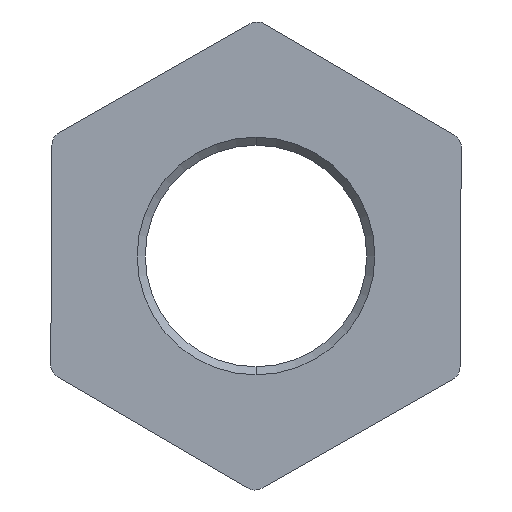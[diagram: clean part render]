
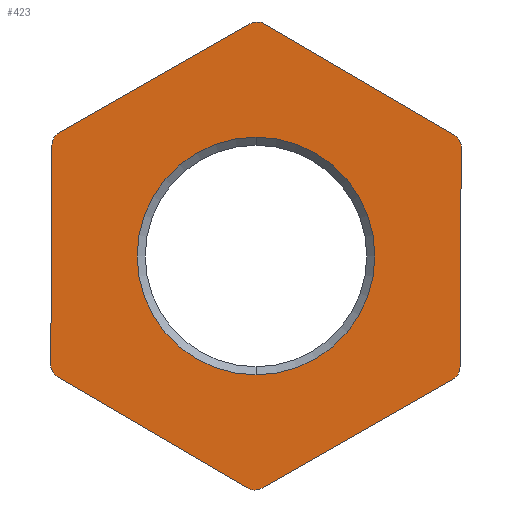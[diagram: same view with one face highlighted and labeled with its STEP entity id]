
A CAD part, front view. The second image highlights one B-rep face of the part: STEP entity #423.
In plain terms, the highlighted planar face has unit normal (0, -1, 0).
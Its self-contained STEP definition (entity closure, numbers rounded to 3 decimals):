
#10 = VECTOR ( 'NONE', #813, 1000. ) ;
#24 = CARTESIAN_POINT ( 'NONE',  ( -6.908, -4.75, 3.749 ) ) ;
#26 = DIRECTION ( 'NONE',  ( 0., -1., 0. ) ) ;
#28 = CARTESIAN_POINT ( 'NONE',  ( -0.041, -4.75, -7.923 ) ) ;
#34 = VERTEX_POINT ( 'NONE', #388 ) ;
#52 = CARTESIAN_POINT ( 'NONE',  ( -6.906, -4.75, 4.038 ) ) ;
#54 = DIRECTION ( 'NONE',  ( -0.005, 0., -1. ) ) ;
#57 = CIRCLE ( 'NONE', #200, 0.5 ) ;
#58 = CIRCLE ( 'NONE', #495, 0.5 ) ;
#63 = ORIENTED_EDGE ( 'NONE', *, *, #702, .T. ) ;
#65 = DIRECTION ( 'NONE',  ( 0., 1., 0. ) ) ;
#103 = CARTESIAN_POINT ( 'NONE',  ( -0.041, -4.75, -7.423 ) ) ;
#106 = CARTESIAN_POINT ( 'NONE',  ( -0.044, -4.75, -8. ) ) ;
#124 = LINE ( 'NONE', #889, #137 ) ;
#133 = CARTESIAN_POINT ( 'NONE',  ( 0., -4.75, 0. ) ) ;
#137 = VECTOR ( 'NONE', #349, 1000. ) ;
#144 = EDGE_CURVE ( 'NONE', #245, #666, #879, .T. ) ;
#163 = ORIENTED_EDGE ( 'NONE', *, *, #782, .T. ) ;
#171 = FACE_OUTER_BOUND ( 'NONE', #344, .T. ) ;
#176 = VERTEX_POINT ( 'NONE', #498 ) ;
#187 = VERTEX_POINT ( 'NONE', #347 ) ;
#193 = CARTESIAN_POINT ( 'NONE',  ( 0.044, -4.75, 8. ) ) ;
#195 = CIRCLE ( 'NONE', #905, 0.5 ) ;
#197 = CARTESIAN_POINT ( 'NONE',  ( -6.95, -4.75, -3.962 ) ) ;
#199 = ORIENTED_EDGE ( 'NONE', *, *, #927, .T. ) ;
#200 = AXIS2_PLACEMENT_3D ( 'NONE', #529, #451, #976 ) ;
#204 = EDGE_CURVE ( 'NONE', #881, #559, #400, .T. ) ;
#214 = ORIENTED_EDGE ( 'NONE', *, *, #834, .T. ) ;
#223 = DIRECTION ( 'NONE',  ( 0., -1., 0. ) ) ;
#227 = AXIS2_PLACEMENT_3D ( 'NONE', #378, #543, #537 ) ;
#242 = VECTOR ( 'NONE', #54, 1000. ) ;
#245 = VERTEX_POINT ( 'NONE', #28 ) ;
#246 = EDGE_CURVE ( 'NONE', #176, #403, #766, .T. ) ;
#253 = CARTESIAN_POINT ( 'NONE',  ( 0.207, -4.75, -7.857 ) ) ;
#255 = EDGE_CURVE ( 'NONE', #187, #34, #124, .T. ) ;
#273 = DIRECTION ( 'NONE',  ( 0., -1., 0. ) ) ;
#275 = DIRECTION ( 'NONE',  ( 0.869, 0., 0.495 ) ) ;
#278 = DIRECTION ( 'NONE',  ( 0., 0., 1. ) ) ;
#293 = EDGE_LOOP ( 'NONE', ( #1000, #304 ) ) ;
#304 = ORIENTED_EDGE ( 'NONE', *, *, #887, .F. ) ;
#306 = CARTESIAN_POINT ( 'NONE',  ( 6.908, -4.75, -3.749 ) ) ;
#311 = VECTOR ( 'NONE', #275, 1000. ) ;
#329 = DIRECTION ( 'NONE',  ( 0., 0., 1. ) ) ;
#334 = DIRECTION ( 'NONE',  ( 0.005, 0., 1. ) ) ;
#344 = EDGE_LOOP ( 'NONE', ( #576, #974, #469, #520, #602, #214, #720, #63, #844, #444, #199, #163, #415 ) ) ;
#347 = CARTESIAN_POINT ( 'NONE',  ( 6.701, -4.75, 4.108 ) ) ;
#348 = CARTESIAN_POINT ( 'NONE',  ( 0., -4.75, 0. ) ) ;
#349 = DIRECTION ( 'NONE',  ( -0.863, 0., 0.505 ) ) ;
#353 = CIRCLE ( 'NONE', #1009, 4.025 ) ;
#355 = VECTOR ( 'NONE', #334, 1000. ) ;
#378 = CARTESIAN_POINT ( 'NONE',  ( 0., -4.75, 0. ) ) ;
#380 = LINE ( 'NONE', #567, #355 ) ;
#381 = VECTOR ( 'NONE', #751, 1000. ) ;
#388 = CARTESIAN_POINT ( 'NONE',  ( 0.293, -4.75, 7.854 ) ) ;
#398 = LINE ( 'NONE', #106, #311 ) ;
#400 = LINE ( 'NONE', #197, #10 ) ;
#402 = VERTEX_POINT ( 'NONE', #824 ) ;
#403 = VERTEX_POINT ( 'NONE', #526 ) ;
#415 = ORIENTED_EDGE ( 'NONE', *, *, #973, .T. ) ;
#422 = CARTESIAN_POINT ( 'NONE',  ( -0.041, -4.75, -7.423 ) ) ;
#423 = ADVANCED_FACE ( 'NONE', ( #661, #171 ), #609, .F. ) ;
#427 = DIRECTION ( 'NONE',  ( 0., 0., -1. ) ) ;
#444 = ORIENTED_EDGE ( 'NONE', *, *, #839, .T. ) ;
#447 = CARTESIAN_POINT ( 'NONE',  ( 6.948, -4.75, 3.673 ) ) ;
#449 = EDGE_CURVE ( 'NONE', #466, #402, #464, .T. ) ;
#451 = DIRECTION ( 'NONE',  ( 0., -1., 0. ) ) ;
#461 = AXIS2_PLACEMENT_3D ( 'NONE', #771, #907, #278 ) ;
#464 = CIRCLE ( 'NONE', #227, 4.025 ) ;
#466 = VERTEX_POINT ( 'NONE', #991 ) ;
#469 = ORIENTED_EDGE ( 'NONE', *, *, #246, .T. ) ;
#472 = EDGE_CURVE ( 'NONE', #34, #176, #730, .T. ) ;
#495 = AXIS2_PLACEMENT_3D ( 'NONE', #103, #885, #329 ) ;
#498 = CARTESIAN_POINT ( 'NONE',  ( -0.207, -4.75, 7.857 ) ) ;
#520 = ORIENTED_EDGE ( 'NONE', *, *, #896, .T. ) ;
#526 = CARTESIAN_POINT ( 'NONE',  ( -6.655, -4.75, 4.181 ) ) ;
#529 = CARTESIAN_POINT ( 'NONE',  ( 6.408, -4.75, -3.746 ) ) ;
#530 = VERTEX_POINT ( 'NONE', #915 ) ;
#537 = DIRECTION ( 'NONE',  ( 0., 0., -1. ) ) ;
#543 = DIRECTION ( 'NONE',  ( 0., -1., 0. ) ) ;
#550 = CARTESIAN_POINT ( 'NONE',  ( -6.948, -4.75, -3.673 ) ) ;
#559 = VERTEX_POINT ( 'NONE', #774 ) ;
#567 = CARTESIAN_POINT ( 'NONE',  ( 6.906, -4.75, -4.038 ) ) ;
#576 = ORIENTED_EDGE ( 'NONE', *, *, #255, .T. ) ;
#596 = CARTESIAN_POINT ( 'NONE',  ( -6.701, -4.75, -4.108 ) ) ;
#597 = DIRECTION ( 'NONE',  ( 0., 0., 1. ) ) ;
#602 = ORIENTED_EDGE ( 'NONE', *, *, #964, .T. ) ;
#604 = VERTEX_POINT ( 'NONE', #550 ) ;
#609 = PLANE ( 'NONE',  #965 ) ;
#610 = CIRCLE ( 'NONE', #706, 0.5 ) ;
#614 = VERTEX_POINT ( 'NONE', #306 ) ;
#618 = AXIS2_PLACEMENT_3D ( 'NONE', #995, #223, #621 ) ;
#621 = DIRECTION ( 'NONE',  ( 0., 0., 1. ) ) ;
#629 = DIRECTION ( 'NONE',  ( 0., 0., 1. ) ) ;
#661 = FACE_BOUND ( 'NONE', #293, .T. ) ;
#666 = VERTEX_POINT ( 'NONE', #253 ) ;
#671 = CARTESIAN_POINT ( 'NONE',  ( -6.448, -4.75, -3.676 ) ) ;
#676 = DIRECTION ( 'NONE',  ( 0., -1., 0. ) ) ;
#702 = EDGE_CURVE ( 'NONE', #559, #245, #58, .T. ) ;
#706 = AXIS2_PLACEMENT_3D ( 'NONE', #968, #273, #755 ) ;
#720 = ORIENTED_EDGE ( 'NONE', *, *, #204, .T. ) ;
#730 = CIRCLE ( 'NONE', #618, 0.5 ) ;
#751 = DIRECTION ( 'NONE',  ( -0.869, 0., -0.495 ) ) ;
#755 = DIRECTION ( 'NONE',  ( 0., 0., 1. ) ) ;
#766 = LINE ( 'NONE', #193, #381 ) ;
#771 = CARTESIAN_POINT ( 'NONE',  ( 6.448, -4.75, 3.676 ) ) ;
#774 = CARTESIAN_POINT ( 'NONE',  ( -0.293, -4.75, -7.854 ) ) ;
#775 = CIRCLE ( 'NONE', #461, 0.5 ) ;
#782 = EDGE_CURVE ( 'NONE', #614, #971, #380, .T. ) ;
#800 = AXIS2_PLACEMENT_3D ( 'NONE', #422, #676, #597 ) ;
#808 = VERTEX_POINT ( 'NONE', #24 ) ;
#813 = DIRECTION ( 'NONE',  ( 0.863, 0., -0.505 ) ) ;
#821 = DIRECTION ( 'NONE',  ( 0., 0., 1. ) ) ;
#824 = CARTESIAN_POINT ( 'NONE',  ( 0., -4.75, 4.025 ) ) ;
#834 = EDGE_CURVE ( 'NONE', #604, #881, #195, .T. ) ;
#839 = EDGE_CURVE ( 'NONE', #666, #530, #398, .T. ) ;
#844 = ORIENTED_EDGE ( 'NONE', *, *, #144, .T. ) ;
#879 = CIRCLE ( 'NONE', #800, 0.5 ) ;
#881 = VERTEX_POINT ( 'NONE', #596 ) ;
#885 = DIRECTION ( 'NONE',  ( 0., -1., 0. ) ) ;
#887 = EDGE_CURVE ( 'NONE', #402, #466, #353, .T. ) ;
#889 = CARTESIAN_POINT ( 'NONE',  ( 6.95, -4.75, 3.962 ) ) ;
#894 = DIRECTION ( 'NONE',  ( 0., -1., 0. ) ) ;
#896 = EDGE_CURVE ( 'NONE', #403, #808, #610, .T. ) ;
#905 = AXIS2_PLACEMENT_3D ( 'NONE', #671, #26, #821 ) ;
#907 = DIRECTION ( 'NONE',  ( 0., -1., 0. ) ) ;
#915 = CARTESIAN_POINT ( 'NONE',  ( 6.655, -4.75, -4.181 ) ) ;
#927 = EDGE_CURVE ( 'NONE', #530, #614, #57, .T. ) ;
#964 = EDGE_CURVE ( 'NONE', #808, #604, #981, .T. ) ;
#965 = AXIS2_PLACEMENT_3D ( 'NONE', #133, #65, #629 ) ;
#968 = CARTESIAN_POINT ( 'NONE',  ( -6.408, -4.75, 3.746 ) ) ;
#971 = VERTEX_POINT ( 'NONE', #447 ) ;
#973 = EDGE_CURVE ( 'NONE', #971, #187, #775, .T. ) ;
#974 = ORIENTED_EDGE ( 'NONE', *, *, #472, .T. ) ;
#976 = DIRECTION ( 'NONE',  ( 0., 0., 1. ) ) ;
#981 = LINE ( 'NONE', #52, #242 ) ;
#991 = CARTESIAN_POINT ( 'NONE',  ( 0., -4.75, -4.025 ) ) ;
#995 = CARTESIAN_POINT ( 'NONE',  ( 0.041, -4.75, 7.423 ) ) ;
#1000 = ORIENTED_EDGE ( 'NONE', *, *, #449, .F. ) ;
#1009 = AXIS2_PLACEMENT_3D ( 'NONE', #348, #894, #427 ) ;
